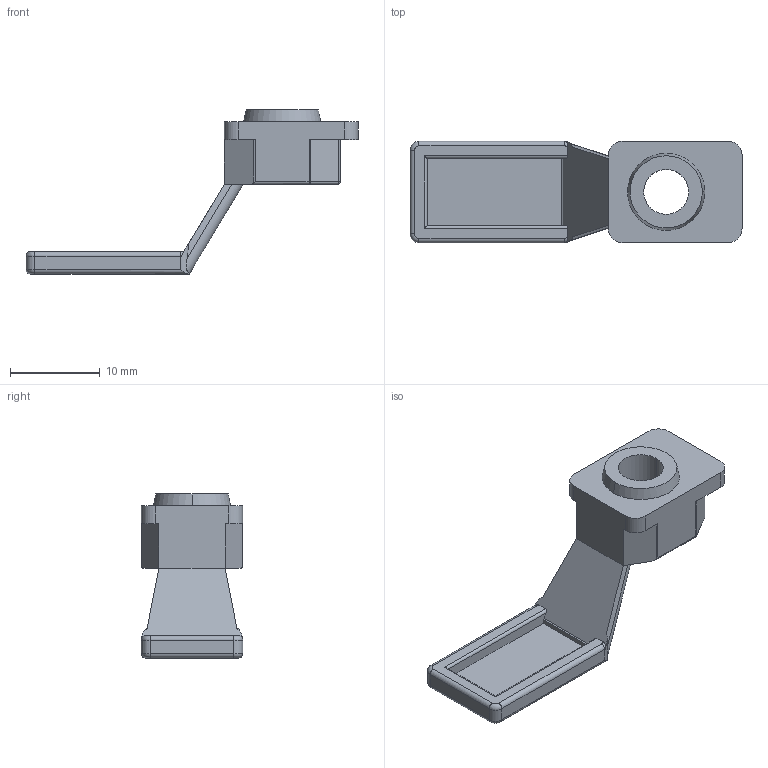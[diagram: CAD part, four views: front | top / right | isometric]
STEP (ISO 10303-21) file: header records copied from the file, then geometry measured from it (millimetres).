
FILE_DESCRIPTION (( 'STEP AP203' ), '1' );
FILE_NAME ('Special nut M6 R5A51.step', '2011-03-17T12:39:52', ( 'User' ), ( 'DKC' ), 'SwSTEP 2.0', 'SolidWorks 2011', '' );
FILE_SCHEMA (( 'CONFIG_CONTROL_DESIGN' ));
Length unit declared in the file: millimetre
Products named in the file (1): Special nut M6 R5A51
Bounding box: 37 x 11.3 x 18.29 mm (x, y, z)
Volume: 1391.1 mm3; surface area: 1516.7 mm2
Topology: 1 solids, 1 shells, 76 faces, 191 edges, 116 vertices
Faces by surface type: cylinder 32, plane 32, torus 6, sphere 4, cone 2
Entity records: 2358 total; most frequent: CARTESIAN_POINT 488, DIRECTION 379, ORIENTED_EDGE 378, EDGE_CURVE 189, AXIS2_PLACEMENT_3D 135, VERTEX_POINT 116, LINE 109, VECTOR 109
